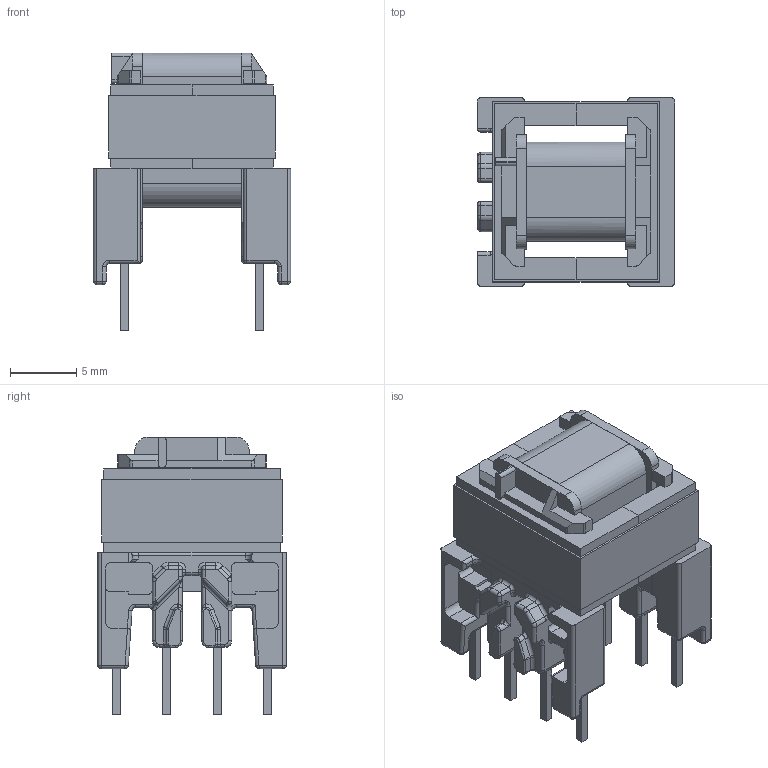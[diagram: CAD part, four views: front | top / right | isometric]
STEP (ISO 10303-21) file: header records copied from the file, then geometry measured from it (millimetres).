
FILE_DESCRIPTION(('FreeCAD Model'),'2;1');
FILE_NAME('Fusion.step','2017-06-01T08:06:41',( 'kicad StepUp'),('ksu MCAD'),'Open CASCADE STEP processor 6.8', 'FreeCAD','Unknown');
FILE_SCHEMA(('AUTOMOTIVE_DESIGN_CC2 { 1 2 10303 214 -1 1 5 4 }'));
Length unit declared in the file: millimetre
Products named in the file (2): ASSEMBLY; Fusion
Assembly tree (1 placements, depth 2):
  ASSEMBLY
    Fusion
Bounding box: 14.91 x 14.25 x 21.01 mm (x, y, z)
Volume: 1643.3 mm3; surface area: 2519.9 mm2
Topology: 1 solids, 1 shells, 689 faces, 1738 edges, 1011 vertices
Faces by surface type: cylinder 265, plane 263, torus 82, bspline 38, sphere 33, revolution 8
Entity records: 26139 total; most frequent: CARTESIAN_POINT 5139, DIRECTION 3445, ORIENTED_EDGE 3392, EDGE_CURVE 1696, AXIS2_PLACEMENT_3D 1215, VERTEX_POINT 1011, LINE 1007, VECTOR 1007
